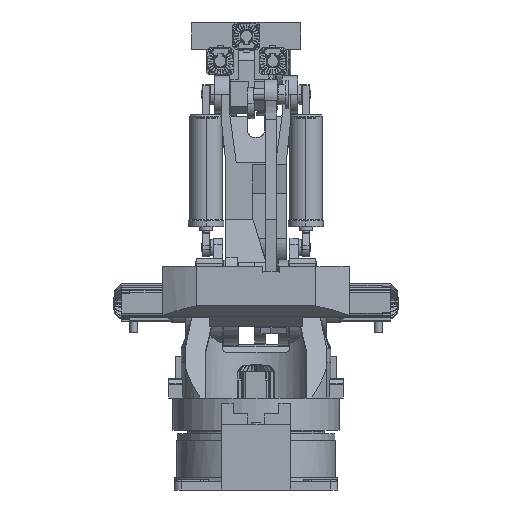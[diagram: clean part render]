
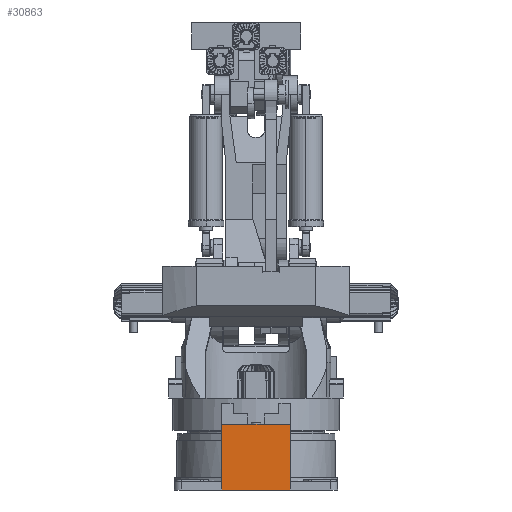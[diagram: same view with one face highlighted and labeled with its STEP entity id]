
A CAD part, left-side view. The second image highlights one B-rep face of the part: STEP entity #30863.
In plain terms, the highlighted face is planar.
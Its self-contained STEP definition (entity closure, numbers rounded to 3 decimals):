
#6813 = CARTESIAN_POINT ( 'NONE',  ( 165., -572., -233. ) ) ;
#12551 = EDGE_LOOP ( 'NONE', ( #116251, #52434, #91903, #166151 ) ) ;
#14361 = EDGE_CURVE ( 'NONE', #24583, #21393, #130603, .T. ) ;
#21393 = VERTEX_POINT ( 'NONE', #32949 ) ;
#24583 = VERTEX_POINT ( 'NONE', #118988 ) ;
#26606 = VECTOR ( 'NONE', #109560, 1000. ) ;
#29491 = VECTOR ( 'NONE', #72881, 1000. ) ;
#30863 = ADVANCED_FACE ( 'NONE', ( #153242 ), #46844, .T. ) ;
#32949 = CARTESIAN_POINT ( 'NONE',  ( 165., -572., -315. ) ) ;
#45115 = DIRECTION ( 'NONE',  ( 1., 0., 0. ) ) ;
#46844 = PLANE ( 'NONE',  #137236 ) ;
#47552 = CARTESIAN_POINT ( 'NONE',  ( -165., -572., -233. ) ) ;
#47715 = VECTOR ( 'NONE', #72467, 1000. ) ;
#48263 = EDGE_CURVE ( 'NONE', #80350, #138292, #73871, .T. ) ;
#49524 = CARTESIAN_POINT ( 'NONE',  ( 165., -572., 0. ) ) ;
#52434 = ORIENTED_EDGE ( 'NONE', *, *, #48263, .F. ) ;
#62746 = EDGE_CURVE ( 'NONE', #138292, #21393, #76863, .T. ) ;
#63684 = LINE ( 'NONE', #47552, #29491 ) ;
#72467 = DIRECTION ( 'NONE',  ( 1., 0., 0. ) ) ;
#72881 = DIRECTION ( 'NONE',  ( 0., 0., -1. ) ) ;
#73805 = DIRECTION ( 'NONE',  ( 0., -1., 0. ) ) ;
#73871 = LINE ( 'NONE', #149911, #47715 ) ;
#75500 = EDGE_CURVE ( 'NONE', #80350, #24583, #63684, .T. ) ;
#76863 = LINE ( 'NONE', #6813, #26606 ) ;
#80350 = VERTEX_POINT ( 'NONE', #87124 ) ;
#87124 = CARTESIAN_POINT ( 'NONE',  ( -165., -572., 0. ) ) ;
#91903 = ORIENTED_EDGE ( 'NONE', *, *, #75500, .T. ) ;
#108574 = VECTOR ( 'NONE', #45115, 1000. ) ;
#109102 = CARTESIAN_POINT ( 'NONE',  ( 165., -572., -315. ) ) ;
#109560 = DIRECTION ( 'NONE',  ( 0., 0., -1. ) ) ;
#116251 = ORIENTED_EDGE ( 'NONE', *, *, #62746, .F. ) ;
#118988 = CARTESIAN_POINT ( 'NONE',  ( -165., -572., -315. ) ) ;
#124795 = CARTESIAN_POINT ( 'NONE',  ( 165., -572., -233. ) ) ;
#130603 = LINE ( 'NONE', #109102, #108574 ) ;
#137236 = AXIS2_PLACEMENT_3D ( 'NONE', #124795, #73805, #163717 ) ;
#138292 = VERTEX_POINT ( 'NONE', #49524 ) ;
#149911 = CARTESIAN_POINT ( 'NONE',  ( 358., -572., 0. ) ) ;
#153242 = FACE_OUTER_BOUND ( 'NONE', #12551, .T. ) ;
#163717 = DIRECTION ( 'NONE',  ( 0., 0., -1. ) ) ;
#166151 = ORIENTED_EDGE ( 'NONE', *, *, #14361, .T. ) ;
